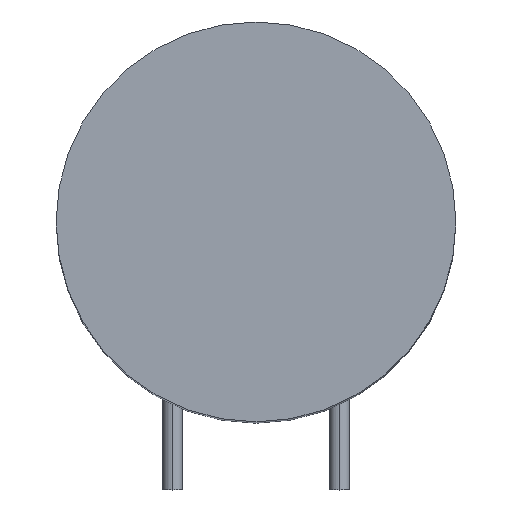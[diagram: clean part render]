
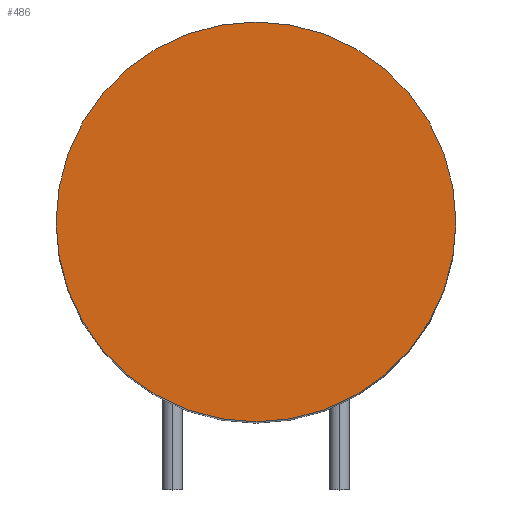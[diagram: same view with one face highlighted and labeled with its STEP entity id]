
A CAD part, top view. The second image highlights one B-rep face of the part: STEP entity #486.
In plain terms, the highlighted planar face has unit normal (0, 0, 1).
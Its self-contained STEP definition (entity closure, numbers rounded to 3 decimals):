
#34 = DIRECTION ( 'NONE',  ( 0., 0., 1. ) ) ;
#75 = DIRECTION ( 'NONE',  ( 1., 0., 0. ) ) ;
#82 = DIRECTION ( 'NONE',  ( 1., 0., 0. ) ) ;
#85 = AXIS2_PLACEMENT_3D ( 'NONE', #527, #34, #75 ) ;
#93 = DIRECTION ( 'NONE',  ( 1., 0., 0. ) ) ;
#124 = CARTESIAN_POINT ( 'NONE',  ( -5.25, 0., 35.5 ) ) ;
#146 = EDGE_CURVE ( 'NONE', #513, #328, #414, .T. ) ;
#151 = CIRCLE ( 'NONE', #228, 9. ) ;
#200 = ORIENTED_EDGE ( 'NONE', *, *, #230, .T. ) ;
#214 = PLANE ( 'NONE',  #85 ) ;
#228 = AXIS2_PLACEMENT_3D ( 'NONE', #312, #482, #93 ) ;
#230 = EDGE_CURVE ( 'NONE', #328, #513, #151, .T. ) ;
#309 = ORIENTED_EDGE ( 'NONE', *, *, #146, .T. ) ;
#312 = CARTESIAN_POINT ( 'NONE',  ( 3.75, 0., 35.5 ) ) ;
#328 = VERTEX_POINT ( 'NONE', #419 ) ;
#337 = CARTESIAN_POINT ( 'NONE',  ( 3.75, 0., 35.5 ) ) ;
#345 = FACE_OUTER_BOUND ( 'NONE', #418, .T. ) ;
#385 = AXIS2_PLACEMENT_3D ( 'NONE', #337, #392, #82 ) ;
#392 = DIRECTION ( 'NONE',  ( 0., 0., 1. ) ) ;
#414 = CIRCLE ( 'NONE', #385, 9. ) ;
#418 = EDGE_LOOP ( 'NONE', ( #309, #200 ) ) ;
#419 = CARTESIAN_POINT ( 'NONE',  ( 12.75, 0., 35.5 ) ) ;
#482 = DIRECTION ( 'NONE',  ( 0., 0., 1. ) ) ;
#486 = ADVANCED_FACE ( 'NONE', ( #345 ), #214, .T. ) ;
#513 = VERTEX_POINT ( 'NONE', #124 ) ;
#527 = CARTESIAN_POINT ( 'NONE',  ( 0., 0., 35.5 ) ) ;
